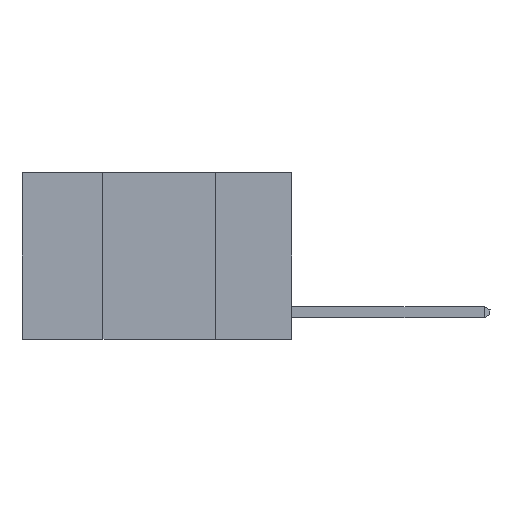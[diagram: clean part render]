
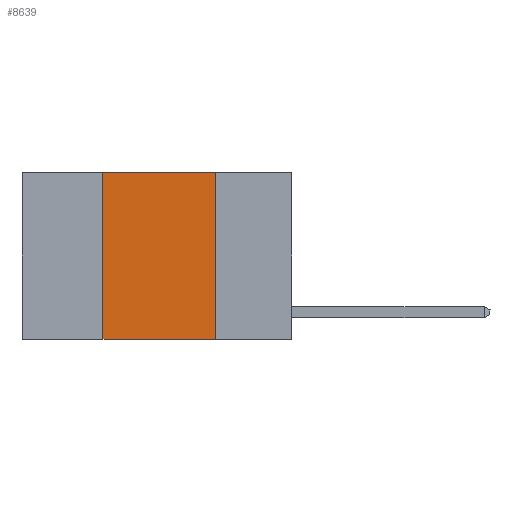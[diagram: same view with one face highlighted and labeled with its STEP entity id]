
A CAD part, left-side view. The second image highlights one B-rep face of the part: STEP entity #8639.
In plain terms, the highlighted planar face has unit normal (-1, 0, 0).
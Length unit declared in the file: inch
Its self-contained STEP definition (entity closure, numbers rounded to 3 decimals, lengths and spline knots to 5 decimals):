
#46 = VECTOR ( 'NONE', #15415, 39.37008 ) ;
#1067 = CARTESIAN_POINT ( 'NONE',  ( 0., 0.6, 0. ) ) ;
#1698 = CARTESIAN_POINT ( 'NONE',  ( 0., 0.17, 0. ) ) ;
#1782 = CARTESIAN_POINT ( 'NONE',  ( 0., 0.17, -0.37 ) ) ;
#1813 = VECTOR ( 'NONE', #6723, 39.37008 ) ;
#2031 = EDGE_CURVE ( 'NONE', #13917, #16340, #9616, .T. ) ;
#2498 = ORIENTED_EDGE ( 'NONE', *, *, #7352, .F. ) ;
#3056 = CARTESIAN_POINT ( 'NONE',  ( 0., 0.42, 0. ) ) ;
#3709 = DIRECTION ( 'NONE',  ( 0., -1., 0. ) ) ;
#5485 = ORIENTED_EDGE ( 'NONE', *, *, #6784, .F. ) ;
#6010 = VERTEX_POINT ( 'NONE', #1698 ) ;
#6692 = CARTESIAN_POINT ( 'NONE',  ( 0., 0.17, 0. ) ) ;
#6723 = DIRECTION ( 'NONE',  ( 0., 0., 1. ) ) ;
#6764 = DIRECTION ( 'NONE',  ( 0., 0., -1. ) ) ;
#6784 = EDGE_CURVE ( 'NONE', #16340, #6010, #16414, .T. ) ;
#7352 = EDGE_CURVE ( 'NONE', #6010, #14052, #13012, .T. ) ;
#8003 = CARTESIAN_POINT ( 'NONE',  ( 0., 0.6, 0. ) ) ;
#8068 = ORIENTED_EDGE ( 'NONE', *, *, #15966, .T. ) ;
#8278 = FACE_OUTER_BOUND ( 'NONE', #11073, .T. ) ;
#8380 = VECTOR ( 'NONE', #3709, 39.37008 ) ;
#8639 = ADVANCED_FACE ( 'NONE', ( #8278 ), #13058, .F. ) ;
#9579 = CARTESIAN_POINT ( 'NONE',  ( 0., 0.42, 0. ) ) ;
#9616 = LINE ( 'NONE', #9579, #1813 ) ;
#10264 = ORIENTED_EDGE ( 'NONE', *, *, #2031, .F. ) ;
#11073 = EDGE_LOOP ( 'NONE', ( #2498, #5485, #10264, #8068 ) ) ;
#11964 = CARTESIAN_POINT ( 'NONE',  ( 0., 0.42, -0.37 ) ) ;
#12678 = CARTESIAN_POINT ( 'NONE',  ( 0., 0.6, -0.37 ) ) ;
#13012 = LINE ( 'NONE', #6692, #46 ) ;
#13058 = PLANE ( 'NONE',  #14235 ) ;
#13228 = VECTOR ( 'NONE', #13947, 39.37008 ) ;
#13917 = VERTEX_POINT ( 'NONE', #11964 ) ;
#13947 = DIRECTION ( 'NONE',  ( 0., -1., 0. ) ) ;
#14052 = VERTEX_POINT ( 'NONE', #1782 ) ;
#14235 = AXIS2_PLACEMENT_3D ( 'NONE', #8003, #14276, #6764 ) ;
#14276 = DIRECTION ( 'NONE',  ( 1., 0., 0. ) ) ;
#14590 = LINE ( 'NONE', #12678, #8380 ) ;
#15415 = DIRECTION ( 'NONE',  ( 0., 0., -1. ) ) ;
#15966 = EDGE_CURVE ( 'NONE', #13917, #14052, #14590, .T. ) ;
#16340 = VERTEX_POINT ( 'NONE', #3056 ) ;
#16414 = LINE ( 'NONE', #1067, #13228 ) ;
